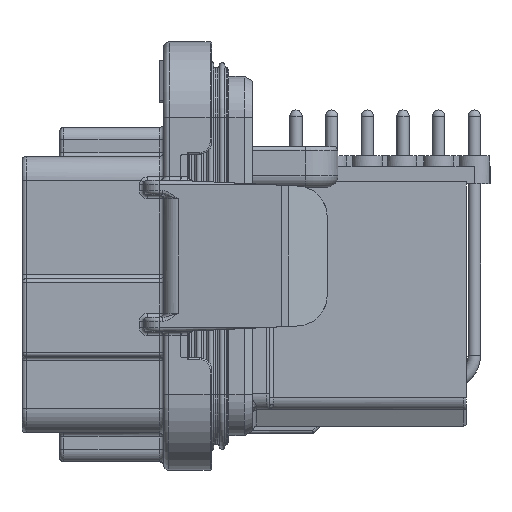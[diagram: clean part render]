
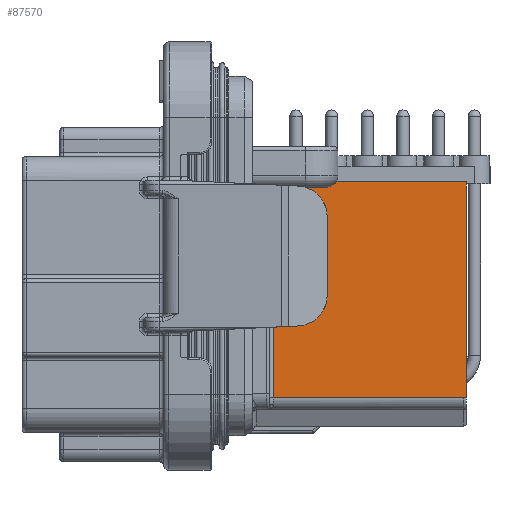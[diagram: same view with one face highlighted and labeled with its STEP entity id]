
A CAD part, left-side view. The second image highlights one B-rep face of the part: STEP entity #87570.
In plain terms, the highlighted planar face has unit normal (-1, 0, 0).
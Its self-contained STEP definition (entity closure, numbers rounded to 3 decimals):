
#22144=DIRECTION('',(0.,-1.,0.));
#22145=VECTOR('',#22144,23.75);
#22146=CARTESIAN_POINT('',(-53.375,-11.55,-17.7));
#22147=LINE('',#22146,#22145);
#26659=DIRECTION('',(0.,0.,1.));
#26660=VECTOR('',#26659,0.177);
#26661=CARTESIAN_POINT('',(-53.375,-11.05,9.053));
#26662=LINE('',#26661,#26660);
#26663=DIRECTION('',(0.,-1.,0.));
#26664=VECTOR('',#26663,24.55);
#26665=CARTESIAN_POINT('',(-53.375,-11.05,9.23));
#26666=LINE('',#26665,#26664);
#26667=DIRECTION('',(0.,0.,-1.));
#26668=VECTOR('',#26667,26.93);
#26669=CARTESIAN_POINT('',(-53.375,-35.6,9.23));
#26670=LINE('',#26669,#26668);
#26671=DIRECTION('',(0.,1.,0.));
#26672=VECTOR('',#26671,0.3);
#26673=CARTESIAN_POINT('',(-53.375,-35.6,-17.7));
#26674=LINE('',#26673,#26672);
#26675=DIRECTION('',(0.,0.,-1.));
#26676=VECTOR('',#26675,25.43);
#26677=CARTESIAN_POINT('',(-53.375,-11.55,7.73));
#26678=LINE('',#26677,#26676);
#26693=CARTESIAN_POINT('',(-53.375,-11.05,9.053));
#26694=CARTESIAN_POINT('',(-53.375,-11.05,8.921));
#26695=CARTESIAN_POINT('',(-53.375,-11.094,8.649));
#26696=CARTESIAN_POINT('',(-53.375,-11.279,8.201));
#26697=CARTESIAN_POINT('',(-53.375,-11.456,7.893));
#26698=CARTESIAN_POINT('',(-53.375,-11.55,7.73));
#42726=CARTESIAN_POINT('',(-53.375,-11.05,9.23));
#42727=VERTEX_POINT('',#42726);
#42728=CARTESIAN_POINT('',(-53.375,-11.05,9.053));
#42729=VERTEX_POINT('',#42728);
#42826=CARTESIAN_POINT('',(-53.375,-35.3,-17.7));
#42827=VERTEX_POINT('',#42826);
#42828=CARTESIAN_POINT('',(-53.375,-11.55,-17.7));
#42829=VERTEX_POINT('',#42828);
#42834=CARTESIAN_POINT('',(-53.375,-35.6,-17.7));
#42835=VERTEX_POINT('',#42834);
#42854=CARTESIAN_POINT('',(-53.375,-35.6,9.23));
#42855=VERTEX_POINT('',#42854);
#43955=CARTESIAN_POINT('',(-53.375,-11.55,7.73));
#43956=VERTEX_POINT('',#43955);
#87554=CARTESIAN_POINT('',(-53.375,-8.9,10.5));
#87555=DIRECTION('',(-1.,0.,0.));
#87556=DIRECTION('',(0.,0.,-1.));
#87557=AXIS2_PLACEMENT_3D('',#87554,#87555,#87556);
#87558=PLANE('',#87557);
#87560=ORIENTED_EDGE('',*,*,#87559,.F.);
#87562=ORIENTED_EDGE('',*,*,#87561,.F.);
#87563=ORIENTED_EDGE('',*,*,#80026,.T.);
#87564=ORIENTED_EDGE('',*,*,#80898,.T.);
#87565=ORIENTED_EDGE('',*,*,#80809,.T.);
#87566=ORIENTED_EDGE('',*,*,#80776,.T.);
#87567=ORIENTED_EDGE('',*,*,#80748,.F.);
#87568=EDGE_LOOP('',(#87560,#87562,#87563,#87564,#87565,#87566,#87567));
#87569=FACE_OUTER_BOUND('',#87568,.F.);
#87570=ADVANCED_FACE('',(#87569),#87558,.T.);
#26699=B_SPLINE_CURVE_WITH_KNOTS('',3,(#26693,#26694,#26695,#26696,#26697,
#26698),.UNSPECIFIED.,.F.,.F.,(4,1,1,4),(0.,0.333,
0.667,1.),.UNSPECIFIED.);
#80026=EDGE_CURVE('',#42729,#42727,#26662,.T.);
#80748=EDGE_CURVE('',#42829,#42827,#22147,.T.);
#80776=EDGE_CURVE('',#42835,#42827,#26674,.T.);
#80809=EDGE_CURVE('',#42855,#42835,#26670,.T.);
#80898=EDGE_CURVE('',#42727,#42855,#26666,.T.);
#87559=EDGE_CURVE('',#43956,#42829,#26678,.T.);
#87561=EDGE_CURVE('',#42729,#43956,#26699,.T.);
